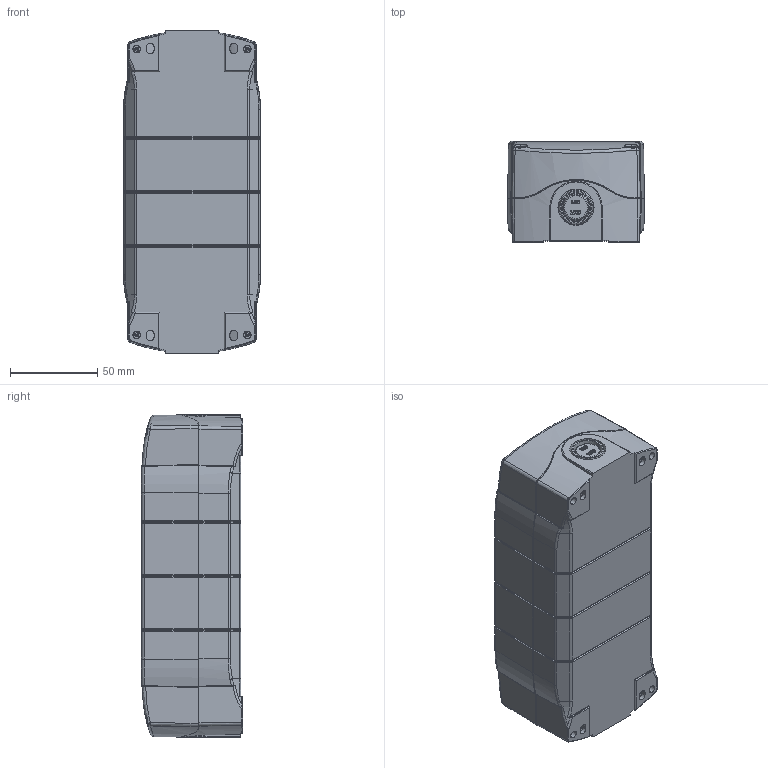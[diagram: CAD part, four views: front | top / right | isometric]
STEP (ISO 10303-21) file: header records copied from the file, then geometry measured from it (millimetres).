
FILE_DESCRIPTION((''),'2;1');
FILE_NAME('800F-4PM_SIMPLIFIED_ASM','2013-06-27T',('jqtang'),('Rockwell Automation'),'PRO/ENGINEER BY PARAMETRIC TECHNOLOGY CORPORATION, 2010140','PRO/ENGINEER BY PARAMETRIC TECHNOLOGY CORPORATION, 2010140','');
FILE_SCHEMA(('CONFIG_CONTROL_DESIGN'));
Length unit declared in the file: millimetre
Products named in the file (4): 40359-123-02_SIMPLIFIED; 40359-40359-128_SIMPLIFIED; 40359-202_SIMPLIFIED; 800F-4PM_SIMPLIFIED_ASM
Assembly tree (6 placements, depth 2):
  800F-4PM_SIMPLIFIED_ASM
    40359-123-02_SIMPLIFIED
    40359-40359-128_SIMPLIFIED
    40359-202_SIMPLIFIED  x4
Bounding box: 78.53 x 58 x 185.2 mm (x, y, z)
Volume: 180998.1 mm3; surface area: 112943.7 mm2
Topology: 6 solids, 6 shells, 1247 faces, 3271 edges, 2076 vertices
Faces by surface type: plane 705, cylinder 219, cone 131, bspline 126, torus 58, extrusion 4, sphere 4
Entity records: 40382 total; most frequent: CARTESIAN_POINT 14250, ORIENTED_EDGE 5782, DIRECTION 4861, EDGE_CURVE 2891, VERTEX_POINT 1827, VECTOR 1771, LINE 1767, AXIS2_PLACEMENT_3D 1545
